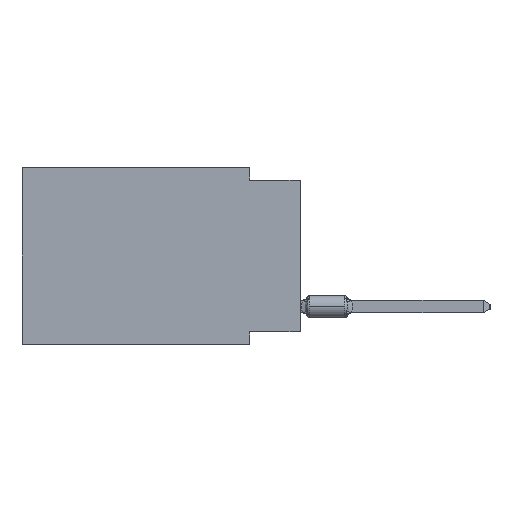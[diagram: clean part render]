
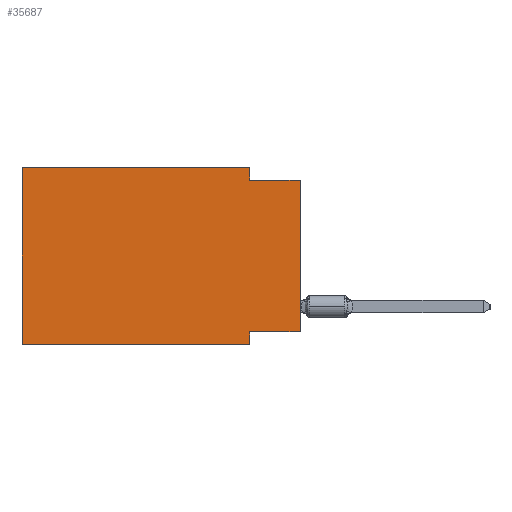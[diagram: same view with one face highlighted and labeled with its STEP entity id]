
A CAD part, left-side view. The second image highlights one B-rep face of the part: STEP entity #35687.
In plain terms, the highlighted planar face has unit normal (-1, 0, 0).
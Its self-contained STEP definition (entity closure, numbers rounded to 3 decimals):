
#700 = DIRECTION ( 'NONE',  ( 0., -1., 0. ) ) ;
#1237 = LINE ( 'NONE', #13674, #36622 ) ;
#1832 = AXIS2_PLACEMENT_3D ( 'NONE', #27284, #15841, #6182 ) ;
#3067 = EDGE_CURVE ( 'NONE', #21676, #5411, #31834, .T. ) ;
#3395 = LINE ( 'NONE', #3601, #11580 ) ;
#3601 = CARTESIAN_POINT ( 'NONE',  ( 0., 13.97, 0. ) ) ;
#3677 = LINE ( 'NONE', #15703, #19659 ) ;
#3798 = DIRECTION ( 'NONE',  ( 0., 0., 1. ) ) ;
#4945 = VECTOR ( 'NONE', #5402, 1000. ) ;
#5402 = DIRECTION ( 'NONE',  ( 0., 0., 1. ) ) ;
#5411 = VERTEX_POINT ( 'NONE', #31649 ) ;
#6182 = DIRECTION ( 'NONE',  ( 0., 0., -1. ) ) ;
#6985 = ORIENTED_EDGE ( 'NONE', *, *, #3067, .T. ) ;
#7027 = EDGE_CURVE ( 'NONE', #29691, #21453, #32497, .T. ) ;
#7173 = CARTESIAN_POINT ( 'NONE',  ( 0., 2.54, -8.89 ) ) ;
#8170 = CARTESIAN_POINT ( 'NONE',  ( 0., 0., 0. ) ) ;
#8481 = EDGE_CURVE ( 'NONE', #21453, #33336, #29291, .T. ) ;
#9017 = ORIENTED_EDGE ( 'NONE', *, *, #18310, .F. ) ;
#9403 = ORIENTED_EDGE ( 'NONE', *, *, #8481, .F. ) ;
#9638 = CARTESIAN_POINT ( 'NONE',  ( 0., 2.54, -8.255 ) ) ;
#11580 = VECTOR ( 'NONE', #3798, 1000. ) ;
#13674 = CARTESIAN_POINT ( 'NONE',  ( 0., 2.54, -8.89 ) ) ;
#13720 = DIRECTION ( 'NONE',  ( 0., 0., -1. ) ) ;
#14977 = CARTESIAN_POINT ( 'NONE',  ( 0., 13.97, -8.89 ) ) ;
#15648 = PLANE ( 'NONE',  #1832 ) ;
#15703 = CARTESIAN_POINT ( 'NONE',  ( 0., 0., -0.635 ) ) ;
#15841 = DIRECTION ( 'NONE',  ( 1., 0., 0. ) ) ;
#16608 = CARTESIAN_POINT ( 'NONE',  ( 0., 13.97, 0. ) ) ;
#18310 = EDGE_CURVE ( 'NONE', #30270, #24363, #1237, .T. ) ;
#18420 = VERTEX_POINT ( 'NONE', #37976 ) ;
#19438 = EDGE_CURVE ( 'NONE', #33336, #5411, #3677, .T. ) ;
#19659 = VECTOR ( 'NONE', #700, 1000. ) ;
#20650 = CARTESIAN_POINT ( 'NONE',  ( 0., 13.97, 0. ) ) ;
#21149 = DIRECTION ( 'NONE',  ( 0., 1., 0. ) ) ;
#21320 = EDGE_CURVE ( 'NONE', #21676, #30270, #36344, .T. ) ;
#21453 = VERTEX_POINT ( 'NONE', #37504 ) ;
#21676 = VERTEX_POINT ( 'NONE', #36490 ) ;
#21723 = ORIENTED_EDGE ( 'NONE', *, *, #19438, .F. ) ;
#21733 = CARTESIAN_POINT ( 'NONE',  ( 0., 0., -8.255 ) ) ;
#23210 = CARTESIAN_POINT ( 'NONE',  ( 0., 2.54, -0.635 ) ) ;
#23249 = VECTOR ( 'NONE', #32692, 1000. ) ;
#24243 = DIRECTION ( 'NONE',  ( 0., -1., 0. ) ) ;
#24333 = FACE_OUTER_BOUND ( 'NONE', #37484, .T. ) ;
#24363 = VERTEX_POINT ( 'NONE', #7173 ) ;
#24636 = LINE ( 'NONE', #14977, #38436 ) ;
#25831 = EDGE_CURVE ( 'NONE', #18420, #29691, #3395, .T. ) ;
#26480 = VECTOR ( 'NONE', #13720, 1000. ) ;
#26619 = VECTOR ( 'NONE', #21149, 1000. ) ;
#27284 = CARTESIAN_POINT ( 'NONE',  ( 0., 13.97, 0. ) ) ;
#28698 = CARTESIAN_POINT ( 'NONE',  ( 0., 2.54, 0. ) ) ;
#29291 = LINE ( 'NONE', #28698, #26480 ) ;
#29691 = VERTEX_POINT ( 'NONE', #16608 ) ;
#30270 = VERTEX_POINT ( 'NONE', #9638 ) ;
#31238 = DIRECTION ( 'NONE',  ( 0., 0., -1. ) ) ;
#31649 = CARTESIAN_POINT ( 'NONE',  ( 0., 0., -0.635 ) ) ;
#31834 = LINE ( 'NONE', #8170, #4945 ) ;
#32497 = LINE ( 'NONE', #20650, #23249 ) ;
#32692 = DIRECTION ( 'NONE',  ( 0., -1., 0. ) ) ;
#33336 = VERTEX_POINT ( 'NONE', #23210 ) ;
#34518 = ORIENTED_EDGE ( 'NONE', *, *, #7027, .F. ) ;
#35687 = ADVANCED_FACE ( 'NONE', ( #24333 ), #15648, .F. ) ;
#36344 = LINE ( 'NONE', #21733, #26619 ) ;
#36463 = ORIENTED_EDGE ( 'NONE', *, *, #25831, .F. ) ;
#36490 = CARTESIAN_POINT ( 'NONE',  ( 0., 0., -8.255 ) ) ;
#36519 = EDGE_CURVE ( 'NONE', #18420, #24363, #24636, .T. ) ;
#36622 = VECTOR ( 'NONE', #31238, 1000. ) ;
#37484 = EDGE_LOOP ( 'NONE', ( #6985, #21723, #9403, #34518, #36463, #38326, #9017, #37661 ) ) ;
#37504 = CARTESIAN_POINT ( 'NONE',  ( 0., 2.54, 0. ) ) ;
#37661 = ORIENTED_EDGE ( 'NONE', *, *, #21320, .F. ) ;
#37976 = CARTESIAN_POINT ( 'NONE',  ( 0., 13.97, -8.89 ) ) ;
#38326 = ORIENTED_EDGE ( 'NONE', *, *, #36519, .T. ) ;
#38436 = VECTOR ( 'NONE', #24243, 1000. ) ;
